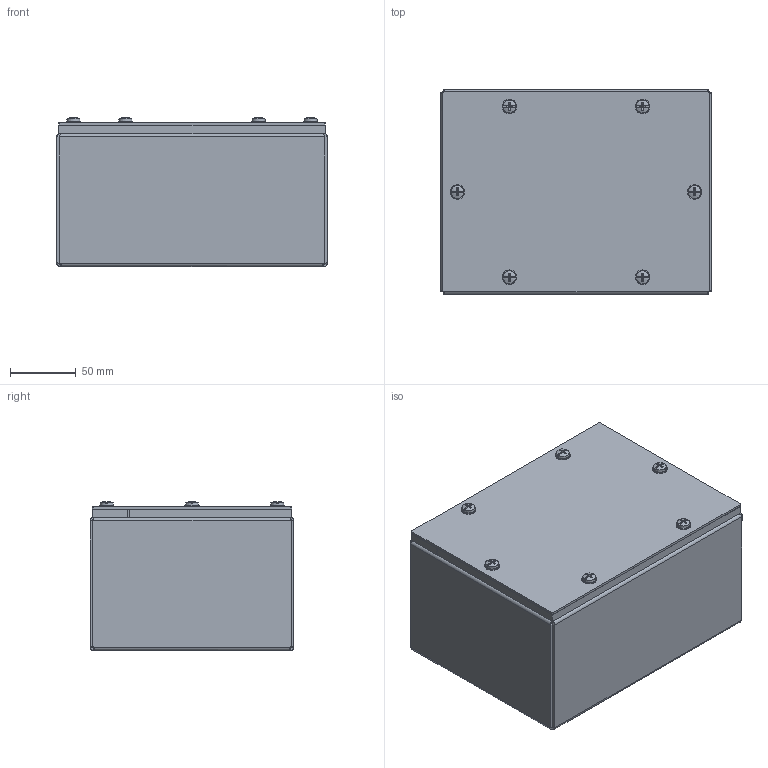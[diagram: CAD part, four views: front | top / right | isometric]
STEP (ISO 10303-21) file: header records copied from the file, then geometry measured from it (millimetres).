
FILE_DESCRIPTION(/* description */ ('WA_GSCSS, NEMA 4X, TUB, 6 X 8 X 4'),/* implementation_level */ '2;1');
FILE_NAME(/* name */ 'WA060804GSCSS.stp',/* time_stamp */ '2016-07-26T20:07:54+06:00',/* author */ ('rsundaram'),/* organization */ (''),/* preprocessor_version */ 'ST-DEVELOPER v16.1',/* originating_system */ 'Autodesk Inventor 2016',/* authorisation */ '');
FILE_SCHEMA (('AUTOMOTIVE_DESIGN { 1 0 10303 214 3 1 1 }'));
Length unit declared in the file: inch
Products named in the file (8): WA060804GSCSSBKP; WA0608GSCSSLID; 316295; 37210; 39035; 39077; 34984; WA060804GSCSS
Assembly tree (28 placements, depth 2):
  WA060804GSCSS
    WA060804GSCSSBKP
    WA0608GSCSSLID
    316295  x2
    37210  x6
    39035  x6
    39077  x6
    34984  x6
Bounding box: 206.38 x 155.57 x 113.75 mm (x, y, z)
Volume: 361474.6 mm3; surface area: 338052.1 mm2
Topology: 28 solids, 28 shells, 602 faces, 1496 edges, 962 vertices
Faces by surface type: plane 332, cylinder 128, cone 78, torus 36, bspline 16, sphere 12
Full cylindrical faces by diameter (mm): 3.962 x6, 4.255 x6, 4.775 x6, 4.978 x6, 6.299 x6, 6.528 x6, 7.061 x6, 7.144 x6, 7.95 x6, 10.312 x6, 11.112 x6, 11.506 x6
Entity records: 6797 total; most frequent: CARTESIAN_POINT 1799, DIRECTION 960, ORIENTED_EDGE 916, EDGE_CURVE 458, AXIS2_PLACEMENT_3D 345, VERTEX_POINT 306, LINE 270, VECTOR 270
